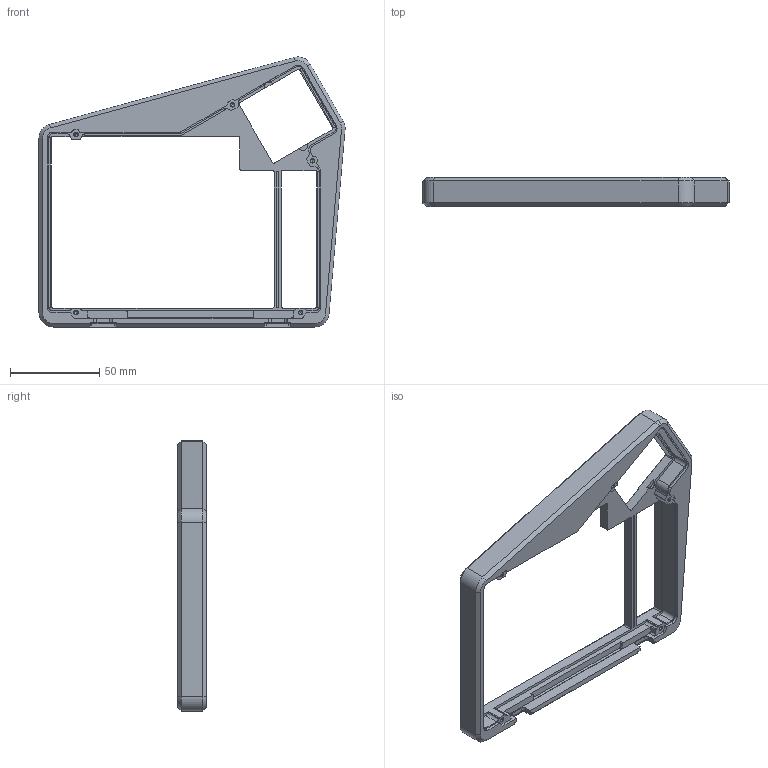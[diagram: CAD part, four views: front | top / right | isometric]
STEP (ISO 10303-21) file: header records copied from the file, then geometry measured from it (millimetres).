
FILE_DESCRIPTION (( 'STEP AP214' ), '1' );
FILE_NAME ('Sol-R2-Top-Alt.STEP', '2019-06-14T05:38:10', ( '' ), ( '' ), 'SwSTEP 2.0', 'SolidWorks 2019', '' );
FILE_SCHEMA (( 'AUTOMOTIVE_DESIGN' ));
Length unit declared in the file: millimetre
Products named in the file (1): Sol-R2-Top-Alt
Bounding box: 171.33 x 16.2 x 151.16 mm (x, y, z)
Volume: 91692 mm3; surface area: 33739.1 mm2
Topology: 1 solids, 1 shells, 330 faces, 901 edges, 564 vertices
Faces by surface type: plane 141, cylinder 139, cone 46, sphere 4
Entity records: 10460 total; most frequent: DIRECTION 1846, CARTESIAN_POINT 1818, ORIENTED_EDGE 1774, EDGE_CURVE 887, AXIS2_PLACEMENT_3D 640, LINE 566, VECTOR 566, VERTEX_POINT 564
